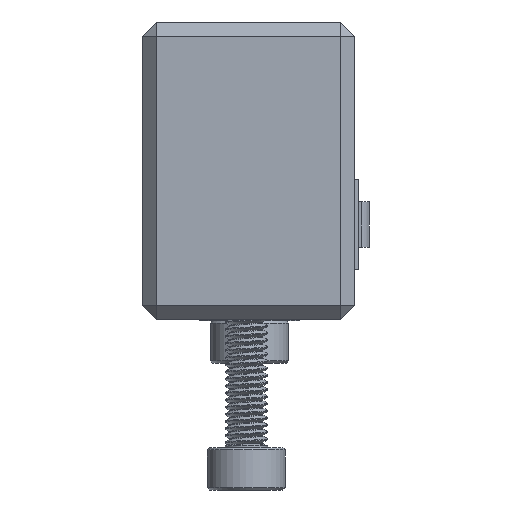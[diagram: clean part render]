
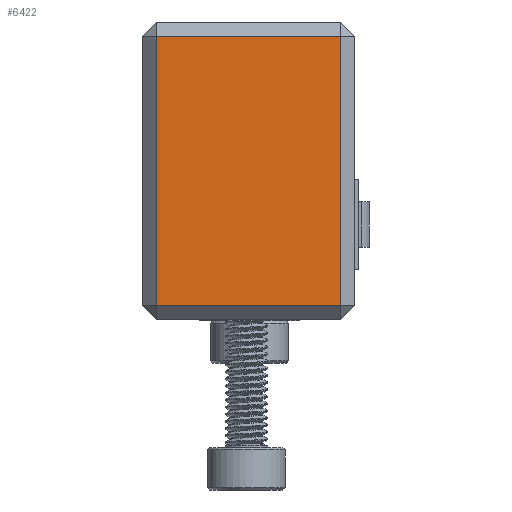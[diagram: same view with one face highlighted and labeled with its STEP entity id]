
A CAD part, front view. The second image highlights one B-rep face of the part: STEP entity #6422.
In plain terms, the highlighted planar face has unit normal (0, -1, 0).
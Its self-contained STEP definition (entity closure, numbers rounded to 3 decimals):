
#413=PLANE('',#6956);
#887=FACE_OUTER_BOUND('',#1266,.T.);
#1266=EDGE_LOOP('',(#5612,#5613,#5614,#5615));
#1983=LINE('',#21005,#2518);
#1984=LINE('',#21008,#2519);
#2035=LINE('',#21118,#2570);
#2036=LINE('',#21119,#2571);
#2518=VECTOR('',#8033,1.);
#2519=VECTOR('',#8036,1.);
#2570=VECTOR('',#8105,1.);
#2571=VECTOR('',#8106,1.);
#3198=VERTEX_POINT('',#20991);
#3202=VERTEX_POINT('',#21003);
#3203=VERTEX_POINT('',#21007);
#3253=VERTEX_POINT('',#21117);
#4007=EDGE_CURVE('',#3198,#3202,#1983,.T.);
#4008=EDGE_CURVE('',#3198,#3203,#1984,.T.);
#4063=EDGE_CURVE('',#3253,#3203,#2035,.T.);
#4064=EDGE_CURVE('',#3202,#3253,#2036,.T.);
#5612=ORIENTED_EDGE('',*,*,#4063,.T.);
#5613=ORIENTED_EDGE('',*,*,#4008,.F.);
#5614=ORIENTED_EDGE('',*,*,#4007,.T.);
#5615=ORIENTED_EDGE('',*,*,#4064,.T.);
#6422=ADVANCED_FACE('',(#887),#413,.T.);
#6956=AXIS2_PLACEMENT_3D('',#21116,#8103,#8104);
#8033=DIRECTION('',(0.,0.,1.));
#8036=DIRECTION('',(-1.,0.,0.));
#8103=DIRECTION('center_axis',(0.,-1.,0.));
#8104=DIRECTION('ref_axis',(0.,0.,1.));
#8105=DIRECTION('',(0.,0.,-1.));
#8106=DIRECTION('',(-1.,0.,0.));
#20991=CARTESIAN_POINT('',(-1.,-30.98,1.));
#21003=CARTESIAN_POINT('',(-1.,-30.98,20.));
#21005=CARTESIAN_POINT('',(-1.,-30.98,1.));
#21007=CARTESIAN_POINT('',(-14.,-30.98,1.));
#21008=CARTESIAN_POINT('',(-1.,-30.98,1.));
#21116=CARTESIAN_POINT('Origin',(-7.5,-30.98,10.5));
#21117=CARTESIAN_POINT('',(-14.,-30.98,20.));
#21118=CARTESIAN_POINT('',(-14.,-30.98,20.));
#21119=CARTESIAN_POINT('',(-1.,-30.98,20.));
